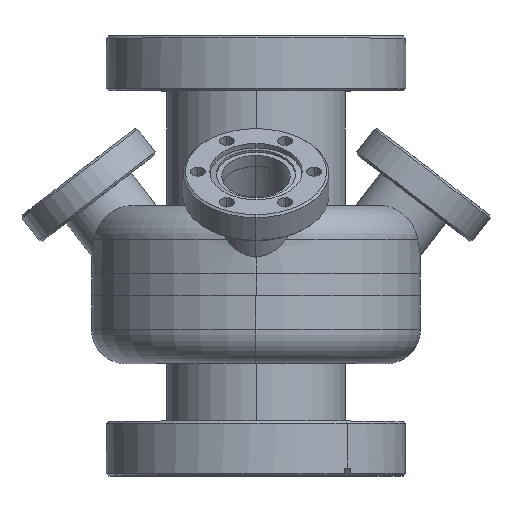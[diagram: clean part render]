
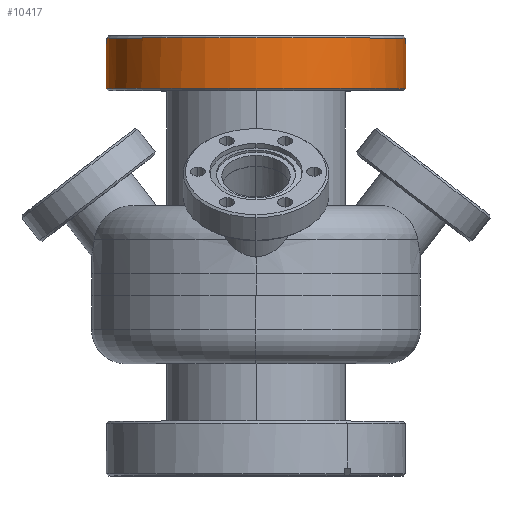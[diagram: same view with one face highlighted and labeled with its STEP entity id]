
A CAD part, top view. The second image highlights one B-rep face of the part: STEP entity #10417.
In plain terms, the highlighted cylindrical face has radius 34.671 mm (diameter 69.342 mm), a partial arc.
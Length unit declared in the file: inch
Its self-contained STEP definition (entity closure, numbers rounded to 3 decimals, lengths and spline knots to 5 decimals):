
#75 = CYLINDRICAL_SURFACE ( 'NONE', #731, 1.365 ) ;
#100 = CARTESIAN_POINT ( 'NONE',  ( 0.00035, 3.943, 0.031 ) ) ;
#137 = AXIS2_PLACEMENT_3D ( 'NONE', #1563, #696, #8765 ) ;
#290 = CARTESIAN_POINT ( 'NONE',  ( 1.365, 3.943, 0. ) ) ;
#456 = DIRECTION ( 'NONE',  ( 0., 1., 0. ) ) ;
#696 = DIRECTION ( 'NONE',  ( 0., 1., 0. ) ) ;
#731 = AXIS2_PLACEMENT_3D ( 'NONE', #4487, #11456, #3503 ) ;
#952 = EDGE_CURVE ( 'NONE', #1225, #4714, #2612, .T. ) ;
#960 = CARTESIAN_POINT ( 'NONE',  ( 2.73, 3.943, 0. ) ) ;
#1050 = VECTOR ( 'NONE', #9378, 39.37008 ) ;
#1124 = EDGE_CURVE ( 'NONE', #6863, #6395, #1421, .T. ) ;
#1223 = CARTESIAN_POINT ( 'NONE',  ( 1.365, 3.533, 0. ) ) ;
#1225 = VERTEX_POINT ( 'NONE', #4198 ) ;
#1293 = DIRECTION ( 'NONE',  ( -1., 0., 0. ) ) ;
#1421 = CIRCLE ( 'NONE', #137, 1.365 ) ;
#1563 = CARTESIAN_POINT ( 'NONE',  ( 1.365, 3.943, 0. ) ) ;
#1763 = AXIS2_PLACEMENT_3D ( 'NONE', #1223, #8272, #2241 ) ;
#2019 = CIRCLE ( 'NONE', #1763, 1.365 ) ;
#2150 = AXIS2_PLACEMENT_3D ( 'NONE', #4288, #11293, #5311 ) ;
#2151 = AXIS2_PLACEMENT_3D ( 'NONE', #290, #7355, #1293 ) ;
#2241 = DIRECTION ( 'NONE',  ( 1., 0., 0. ) ) ;
#2563 = ORIENTED_EDGE ( 'NONE', *, *, #3412, .T. ) ;
#2612 = LINE ( 'NONE', #6104, #8561 ) ;
#2805 = DIRECTION ( 'NONE',  ( 0., 1., 0. ) ) ;
#2813 = EDGE_CURVE ( 'NONE', #6863, #7799, #9940, .T. ) ;
#2848 = CIRCLE ( 'NONE', #2150, 1.365 ) ;
#2995 = EDGE_CURVE ( 'NONE', #8417, #3964, #9169, .T. ) ;
#3091 = CARTESIAN_POINT ( 'NONE',  ( 2.73, 3.533, 0. ) ) ;
#3336 = ORIENTED_EDGE ( 'NONE', *, *, #1124, .F. ) ;
#3412 = EDGE_CURVE ( 'NONE', #7799, #3964, #2848, .T. ) ;
#3503 = DIRECTION ( 'NONE',  ( -1., 0., 0. ) ) ;
#3798 = VECTOR ( 'NONE', #8151, 39.37008 ) ;
#3964 = VERTEX_POINT ( 'NONE', #12886 ) ;
#4198 = CARTESIAN_POINT ( 'NONE',  ( 0., 3.533, 0. ) ) ;
#4288 = CARTESIAN_POINT ( 'NONE',  ( 1.365, 3.993, 0. ) ) ;
#4289 = CARTESIAN_POINT ( 'NONE',  ( 2.73, 4.013, 0. ) ) ;
#4487 = CARTESIAN_POINT ( 'NONE',  ( 1.365, 4.013, 0. ) ) ;
#4714 = VERTEX_POINT ( 'NONE', #12320 ) ;
#5311 = DIRECTION ( 'NONE',  ( -1., 0., 0. ) ) ;
#6104 = CARTESIAN_POINT ( 'NONE',  ( 0., 4.013, 0. ) ) ;
#6395 = VERTEX_POINT ( 'NONE', #960 ) ;
#6416 = LINE ( 'NONE', #4289, #1050 ) ;
#6608 = CARTESIAN_POINT ( 'NONE',  ( 2.72965, 3.993, 0.031 ) ) ;
#6694 = FACE_OUTER_BOUND ( 'NONE', #9165, .T. ) ;
#6831 = CIRCLE ( 'NONE', #2151, 1.365 ) ;
#6863 = VERTEX_POINT ( 'NONE', #12083 ) ;
#6925 = CARTESIAN_POINT ( 'NONE',  ( 0.00035, 3.943, 0.031 ) ) ;
#7047 = EDGE_CURVE ( 'NONE', #9665, #6395, #6416, .T. ) ;
#7355 = DIRECTION ( 'NONE',  ( 0., 1., 0. ) ) ;
#7799 = VERTEX_POINT ( 'NONE', #6608 ) ;
#7835 = CARTESIAN_POINT ( 'NONE',  ( 2.72965, 3.943, 0.031 ) ) ;
#8041 = ORIENTED_EDGE ( 'NONE', *, *, #2995, .F. ) ;
#8151 = DIRECTION ( 'NONE',  ( 0., 1., 0. ) ) ;
#8229 = ORIENTED_EDGE ( 'NONE', *, *, #12221, .T. ) ;
#8272 = DIRECTION ( 'NONE',  ( 0., 1., 0. ) ) ;
#8417 = VERTEX_POINT ( 'NONE', #6925 ) ;
#8561 = VECTOR ( 'NONE', #456, 39.37008 ) ;
#8564 = EDGE_CURVE ( 'NONE', #4714, #8417, #6831, .T. ) ;
#8765 = DIRECTION ( 'NONE',  ( -1., 0., 0. ) ) ;
#9138 = ORIENTED_EDGE ( 'NONE', *, *, #2813, .T. ) ;
#9165 = EDGE_LOOP ( 'NONE', ( #8229, #12603, #3336, #9138, #2563, #8041, #10116, #9982 ) ) ;
#9169 = LINE ( 'NONE', #100, #3798 ) ;
#9378 = DIRECTION ( 'NONE',  ( 0., 1., 0. ) ) ;
#9665 = VERTEX_POINT ( 'NONE', #3091 ) ;
#9940 = LINE ( 'NONE', #7835, #12244 ) ;
#9982 = ORIENTED_EDGE ( 'NONE', *, *, #952, .F. ) ;
#10116 = ORIENTED_EDGE ( 'NONE', *, *, #8564, .F. ) ;
#10417 = ADVANCED_FACE ( 'NONE', ( #6694 ), #75, .T. ) ;
#11293 = DIRECTION ( 'NONE',  ( 0., -1., 0. ) ) ;
#11456 = DIRECTION ( 'NONE',  ( 0., 1., 0. ) ) ;
#12083 = CARTESIAN_POINT ( 'NONE',  ( 2.72965, 3.943, 0.031 ) ) ;
#12221 = EDGE_CURVE ( 'NONE', #1225, #9665, #2019, .T. ) ;
#12244 = VECTOR ( 'NONE', #2805, 39.37008 ) ;
#12320 = CARTESIAN_POINT ( 'NONE',  ( 0., 3.943, 0. ) ) ;
#12603 = ORIENTED_EDGE ( 'NONE', *, *, #7047, .T. ) ;
#12886 = CARTESIAN_POINT ( 'NONE',  ( 0.00035, 3.993, 0.031 ) ) ;
